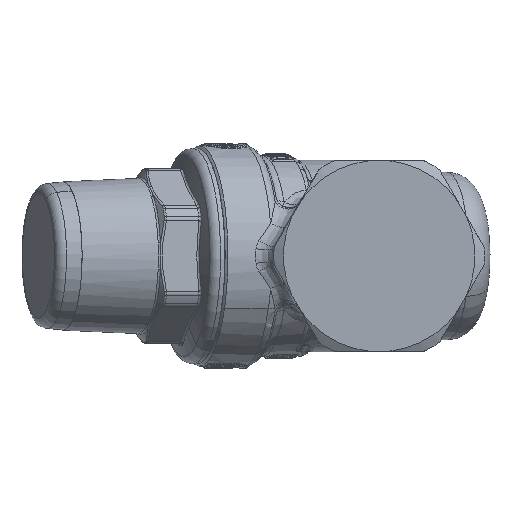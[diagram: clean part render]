
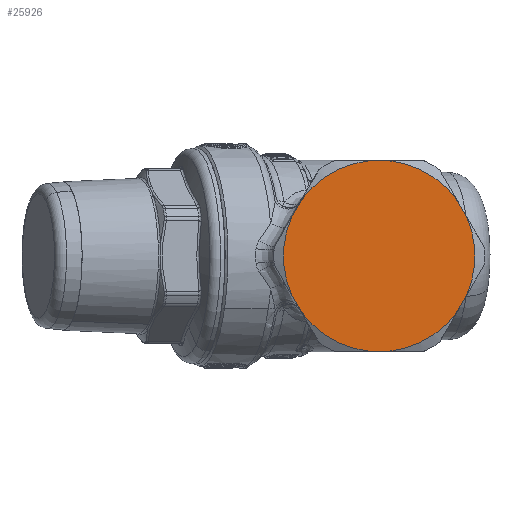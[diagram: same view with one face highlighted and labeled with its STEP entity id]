
A CAD part, left-side view. The second image highlights one B-rep face of the part: STEP entity #25926.
In plain terms, the highlighted planar face has unit normal (-1, 0, 0).
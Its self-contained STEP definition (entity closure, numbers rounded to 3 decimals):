
#21729=CARTESIAN_POINT('Vertex',(-47.5,16.235,-11.68)) ;
#21734=CARTESIAN_POINT('Line Origine',(-47.5,17.234,-9.95)) ;
#21738=CARTESIAN_POINT('Vertex',(-47.5,18.233,-8.22)) ;
#22002=CARTESIAN_POINT('Vertex',(-47.5,18.233,8.22)) ;
#22005=CARTESIAN_POINT('Line Origine',(-47.5,17.234,9.95)) ;
#22009=CARTESIAN_POINT('Vertex',(-47.5,16.235,11.68)) ;
#25832=CARTESIAN_POINT('Axis2P3D Location',(-47.5,0.,0.)) ;
#25846=CARTESIAN_POINT('Axis2P3D Location',(-47.5,20.,0.)) ;
#25851=CARTESIAN_POINT('Axis2P3D Location',(-47.5,0.,0.)) ;
#25855=CARTESIAN_POINT('Vertex',(-47.5,1.997,19.9)) ;
#25858=CARTESIAN_POINT('Axis2P3D Location',(-47.5,0.,0.)) ;
#25862=CARTESIAN_POINT('Vertex',(-47.5,1.997,-19.9)) ;
#25865=CARTESIAN_POINT('Line Origine',(-47.5,0.,-19.9)) ;
#25869=CARTESIAN_POINT('Vertex',(-47.5,-1.997,-19.9)) ;
#25872=CARTESIAN_POINT('Axis2P3D Location',(-47.5,0.,0.)) ;
#25876=CARTESIAN_POINT('Vertex',(-47.5,-16.235,-11.68)) ;
#25879=CARTESIAN_POINT('Line Origine',(-47.5,-17.234,-9.95)) ;
#25883=CARTESIAN_POINT('Vertex',(-47.5,-18.233,-8.22)) ;
#25886=CARTESIAN_POINT('Axis2P3D Location',(-47.5,0.,0.)) ;
#25890=CARTESIAN_POINT('Vertex',(-47.5,-18.233,8.22)) ;
#25893=CARTESIAN_POINT('Line Origine',(-47.5,-17.234,9.95)) ;
#25897=CARTESIAN_POINT('Vertex',(-47.5,-16.235,11.68)) ;
#25900=CARTESIAN_POINT('Axis2P3D Location',(-47.5,0.,0.)) ;
#25904=CARTESIAN_POINT('Vertex',(-47.5,-1.997,19.9)) ;
#25907=CARTESIAN_POINT('Line Origine',(-47.5,0.,19.9)) ;
#21736=VECTOR('Line Direction',#21735,1.) ;
#22007=VECTOR('Line Direction',#22006,1.) ;
#25867=VECTOR('Line Direction',#25866,1.) ;
#25881=VECTOR('Line Direction',#25880,1.) ;
#25895=VECTOR('Line Direction',#25894,1.) ;
#25909=VECTOR('Line Direction',#25908,1.) ;
#21735=DIRECTION('Vector Direction',(0.,-0.5,-0.866)) ;
#22006=DIRECTION('Vector Direction',(0.,-0.5,0.866)) ;
#25833=DIRECTION('Axis2P3D Direction',(1.,-0.,0.)) ;
#25847=DIRECTION('Axis2P3D Direction',(-1.,0.,0.)) ;
#25848=DIRECTION('Axis2P3D XDirection',(0.,1.,0.)) ;
#25852=DIRECTION('Axis2P3D Direction',(-1.,0.,0.)) ;
#25859=DIRECTION('Axis2P3D Direction',(-1.,0.,0.)) ;
#25866=DIRECTION('Vector Direction',(0.,1.,0.)) ;
#25873=DIRECTION('Axis2P3D Direction',(-1.,0.,0.)) ;
#25880=DIRECTION('Vector Direction',(0.,0.5,-0.866)) ;
#25887=DIRECTION('Axis2P3D Direction',(-1.,0.,0.)) ;
#25894=DIRECTION('Vector Direction',(0.,0.5,0.866)) ;
#25901=DIRECTION('Axis2P3D Direction',(-1.,0.,0.)) ;
#25908=DIRECTION('Vector Direction',(0.,-1.,0.)) ;
#25834=AXIS2_PLACEMENT_3D('Circle Axis2P3D',#25832,#25833,$) ;
#25849=AXIS2_PLACEMENT_3D('Plane Axis2P3D',#25846,#25847,#25848) ;
#25853=AXIS2_PLACEMENT_3D('Circle Axis2P3D',#25851,#25852,$) ;
#25860=AXIS2_PLACEMENT_3D('Circle Axis2P3D',#25858,#25859,$) ;
#25874=AXIS2_PLACEMENT_3D('Circle Axis2P3D',#25872,#25873,$) ;
#25888=AXIS2_PLACEMENT_3D('Circle Axis2P3D',#25886,#25887,$) ;
#25902=AXIS2_PLACEMENT_3D('Circle Axis2P3D',#25900,#25901,$) ;
#21737=LINE('Line',#21734,#21736) ;
#22008=LINE('Line',#22005,#22007) ;
#25868=LINE('Line',#25865,#25867) ;
#25882=LINE('Line',#25879,#25881) ;
#25896=LINE('Line',#25893,#25895) ;
#25910=LINE('Line',#25907,#25909) ;
#25835=CIRCLE('generated circle',#25834,20.) ;
#25854=CIRCLE('generated circle',#25853,20.) ;
#25861=CIRCLE('generated circle',#25860,20.) ;
#25875=CIRCLE('generated circle',#25874,20.) ;
#25889=CIRCLE('generated circle',#25888,20.) ;
#25903=CIRCLE('generated circle',#25902,20.) ;
#25850=PLANE('',#25849) ;
#21740=EDGE_CURVE('',#21739,#21730,#21737,.T.) ;
#22011=EDGE_CURVE('',#22003,#22010,#22008,.T.) ;
#25836=EDGE_CURVE('',#22003,#21739,#25835,.F.) ;
#25857=EDGE_CURVE('',#25856,#22010,#25854,.T.) ;
#25864=EDGE_CURVE('',#21730,#25863,#25861,.T.) ;
#25871=EDGE_CURVE('',#25870,#25863,#25868,.T.) ;
#25878=EDGE_CURVE('',#25870,#25877,#25875,.T.) ;
#25885=EDGE_CURVE('',#25884,#25877,#25882,.T.) ;
#25892=EDGE_CURVE('',#25884,#25891,#25889,.T.) ;
#25899=EDGE_CURVE('',#25891,#25898,#25896,.T.) ;
#25906=EDGE_CURVE('',#25898,#25905,#25903,.T.) ;
#25911=EDGE_CURVE('',#25856,#25905,#25910,.T.) ;
#25913=ORIENTED_EDGE('',*,*,#25857,.T.) ;
#25914=ORIENTED_EDGE('',*,*,#22011,.F.) ;
#25915=ORIENTED_EDGE('',*,*,#25836,.T.) ;
#25916=ORIENTED_EDGE('',*,*,#21740,.T.) ;
#25917=ORIENTED_EDGE('',*,*,#25864,.T.) ;
#25918=ORIENTED_EDGE('',*,*,#25871,.F.) ;
#25919=ORIENTED_EDGE('',*,*,#25878,.T.) ;
#25920=ORIENTED_EDGE('',*,*,#25885,.F.) ;
#25921=ORIENTED_EDGE('',*,*,#25892,.T.) ;
#25922=ORIENTED_EDGE('',*,*,#25899,.T.) ;
#25923=ORIENTED_EDGE('',*,*,#25906,.T.) ;
#25924=ORIENTED_EDGE('',*,*,#25911,.F.) ;
#25912=EDGE_LOOP('',(#25913,#25914,#25915,#25916,#25917,#25918,#25919,#25920,#25921,#25922,#25923,#25924)) ;
#21730=VERTEX_POINT('',#21729) ;
#21739=VERTEX_POINT('',#21738) ;
#22003=VERTEX_POINT('',#22002) ;
#22010=VERTEX_POINT('',#22009) ;
#25856=VERTEX_POINT('',#25855) ;
#25863=VERTEX_POINT('',#25862) ;
#25870=VERTEX_POINT('',#25869) ;
#25877=VERTEX_POINT('',#25876) ;
#25884=VERTEX_POINT('',#25883) ;
#25891=VERTEX_POINT('',#25890) ;
#25898=VERTEX_POINT('',#25897) ;
#25905=VERTEX_POINT('',#25904) ;
#25926=ADVANCED_FACE('PartBody',(#25925),#25850,.T.) ;
#25925=FACE_OUTER_BOUND('',#25912,.T.) ;
